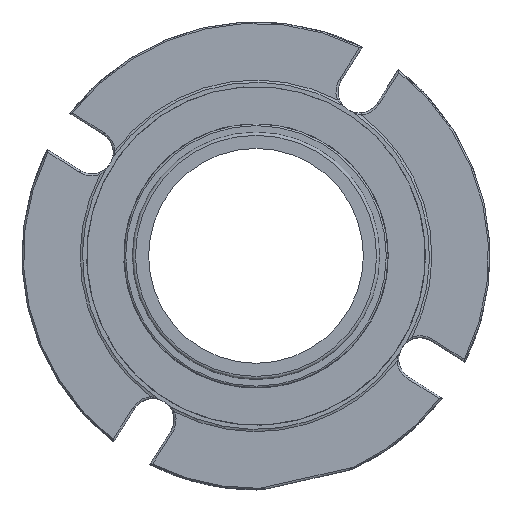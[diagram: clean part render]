
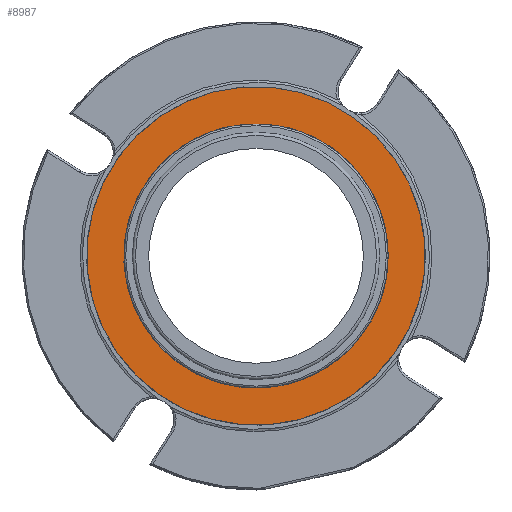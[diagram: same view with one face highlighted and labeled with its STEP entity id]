
A CAD part, left-side view. The second image highlights one B-rep face of the part: STEP entity #8987.
In plain terms, the highlighted planar face has unit normal (-1, 0, 0).
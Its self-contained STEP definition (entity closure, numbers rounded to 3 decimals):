
#1662=PLANE('',#9588);
#1883=ORIENTED_EDGE('',*,*,#4716,.T.);
#1884=ORIENTED_EDGE('',*,*,#4715,.T.);
#4715=EDGE_CURVE('',#6137,#6137,#7048,.F.);
#4716=EDGE_CURVE('',#6138,#6138,#7049,.T.);
#6137=VERTEX_POINT('',#13025);
#6138=VERTEX_POINT('',#13028);
#7048=CIRCLE('',#9587,64.453);
#7049=CIRCLE('',#9589,82.55);
#7542=EDGE_LOOP('',(#1883));
#7543=EDGE_LOOP('',(#1884));
#8193=FACE_BOUND('',#7542,.T.);
#8194=FACE_BOUND('',#7543,.T.);
#8987=ADVANCED_FACE('',(#8193,#8194),#1662,.T.);
#9587=AXIS2_PLACEMENT_3D('',#13024,#10594,#10595);
#9588=AXIS2_PLACEMENT_3D('',#13026,#10596,#10597);
#9589=AXIS2_PLACEMENT_3D('',#13027,#10598,#10599);
#10594=DIRECTION('',(-1.,0.,0.));
#10595=DIRECTION('',(0.,-1.,0.));
#10596=DIRECTION('',(-1.,0.,0.));
#10597=DIRECTION('',(0.,-0.577,0.816));
#10598=DIRECTION('',(-1.,0.,0.));
#10599=DIRECTION('',(0.,-0.577,0.816));
#13024=CARTESIAN_POINT('',(-10.363,0.,0.));
#13025=CARTESIAN_POINT('',(-10.363,-64.453,0.));
#13026=CARTESIAN_POINT('',(-10.363,-39.411,55.736));
#13027=CARTESIAN_POINT('',(-10.363,0.,0.));
#13028=CARTESIAN_POINT('',(-10.363,-47.66,67.402));
